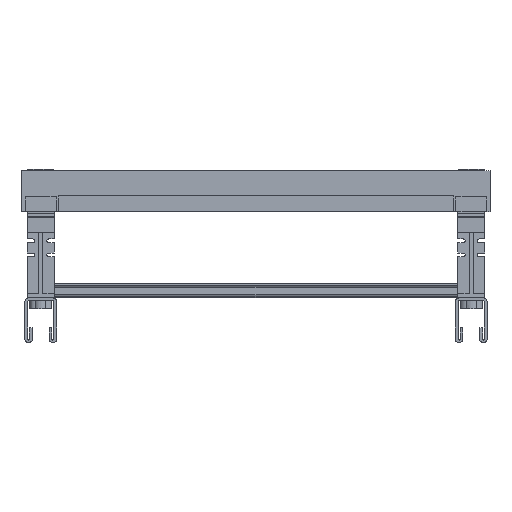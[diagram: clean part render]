
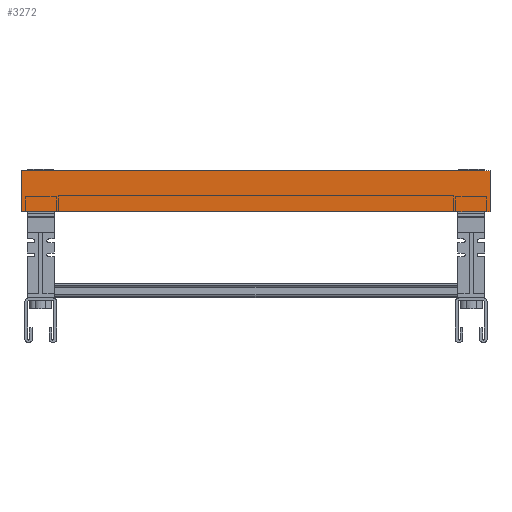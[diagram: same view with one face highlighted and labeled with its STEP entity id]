
A CAD part, front view. The second image highlights one B-rep face of the part: STEP entity #3272.
In plain terms, the highlighted planar face has unit normal (0, -1, 0).
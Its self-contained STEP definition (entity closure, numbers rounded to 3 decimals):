
#3272=ADVANCED_FACE('',(#8230),#8231,.F.);
#8230=FACE_OUTER_BOUND('',#15441,.T.);
#8231=PLANE('',#15442);
#15441=EDGE_LOOP('',(#23901,#23902,#23903,#23904));
#15442=AXIS2_PLACEMENT_3D('',#23905,#23906,#23907);
#23901=ORIENTED_EDGE('',*,*,#44724,.T.);
#23902=ORIENTED_EDGE('',*,*,#44725,.T.);
#23903=ORIENTED_EDGE('',*,*,#44726,.T.);
#23904=ORIENTED_EDGE('',*,*,#44279,.T.);
#23905=CARTESIAN_POINT('',(125.0,0.0,81.001));
#23906=DIRECTION('',(-0.0,1.0,0.0));
#23907=DIRECTION('',(1.0,0.0,0.0));
#44279=EDGE_CURVE('',#53184,#53182,#53185,.T.);
#44724=EDGE_CURVE('',#53182,#53833,#53834,.T.);
#44725=EDGE_CURVE('',#53833,#53835,#53836,.T.);
#44726=EDGE_CURVE('',#53835,#53184,#53837,.T.);
#53182=VERTEX_POINT('',#66337);
#53184=VERTEX_POINT('',#66340);
#53185=LINE('',#66341,#66342);
#53833=VERTEX_POINT('',#67203);
#53834=LINE('',#67204,#67205);
#53835=VERTEX_POINT('',#67206);
#53836=LINE('',#67207,#67208);
#53837=LINE('',#67209,#67210);
#66337=CARTESIAN_POINT('',(250.0,0.0,70.001));
#66340=CARTESIAN_POINT('',(0.0,0.0,70.001));
#66341=CARTESIAN_POINT('',(125.0,0.0,70.001));
#66342=VECTOR('',#83876,1.0);
#67203=CARTESIAN_POINT('',(250.0,0.0,92.001));
#67204=CARTESIAN_POINT('',(250.0,0.0,81.001));
#67205=VECTOR('',#84420,1.0);
#67206=CARTESIAN_POINT('',(0.0,0.0,92.001));
#67207=CARTESIAN_POINT('',(125.0,0.0,92.001));
#67208=VECTOR('',#84421,1.0);
#67209=CARTESIAN_POINT('',(0.0,0.0,81.001));
#67210=VECTOR('',#84422,1.0);
#83876=DIRECTION('',(1.0,0.0,0.0));
#84420=DIRECTION('',(0.0,0.0,1.0));
#84421=DIRECTION('',(-1.0,0.0,0.0));
#84422=DIRECTION('',(0.0,0.0,-1.0));
